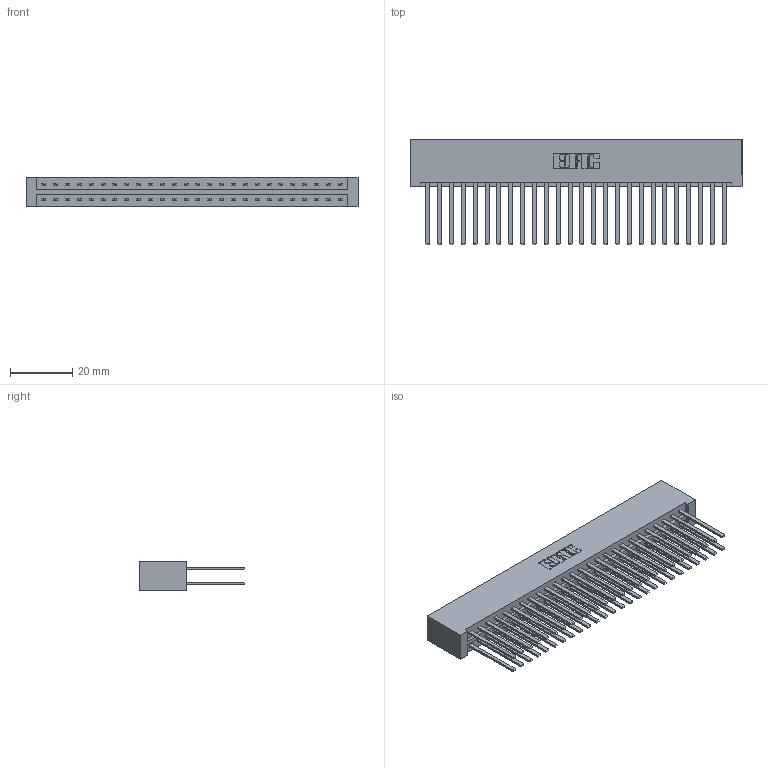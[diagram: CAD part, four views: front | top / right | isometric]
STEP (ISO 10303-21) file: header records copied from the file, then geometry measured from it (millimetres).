
FILE_DESCRIPTION (( 'STEP AP203' ), '1' );
FILE_NAME ('379-052-544-201.STEP', '2020-02-26T18:00:04', ( '' ), ( '' ), 'SwSTEP 2.0', 'SolidWorks 2016', '' );
FILE_SCHEMA (( 'CONFIG_CONTROL_DESIGN' ));
Length unit declared in the file: inch
Products named in the file (3): 379 Part_Lugless; 379-052-544-201; 345-292-001_345-293-144
Assembly tree (53 placements, depth 2):
  379-052-544-201
    379 Part_Lugless
    345-292-001_345-293-144  x52
Bounding box: 106.68 x 33.96 x 9.53 mm (x, y, z)
Volume: 12636.5 mm3; surface area: 16473.6 mm2
Topology: 53 solids, 53 shells, 2498 faces, 7411 edges, 4870 vertices
Faces by surface type: plane 1730, cylinder 768
Entity records: 18335 total; most frequent: CARTESIAN_POINT 3054, ORIENTED_EDGE 2990, DIRECTION 2627, EDGE_CURVE 1495, VECTOR 1379, LINE 1379, VERTEX_POINT 994, AXIS2_PLACEMENT_3D 624
